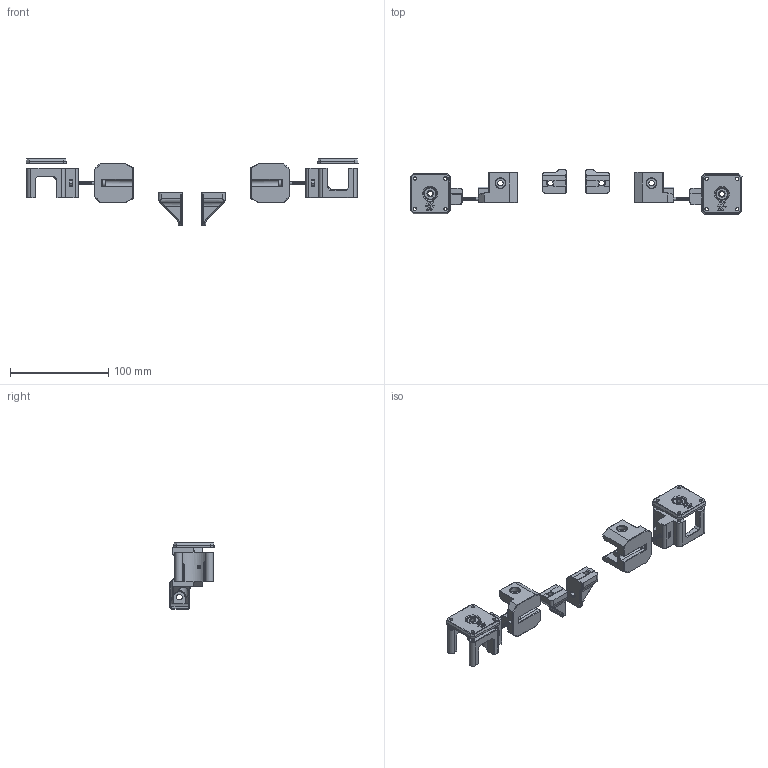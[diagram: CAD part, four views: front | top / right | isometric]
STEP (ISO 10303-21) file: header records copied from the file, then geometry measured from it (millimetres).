
FILE_DESCRIPTION(/* description */ (''),/* implementation_level */ '2;1');
FILE_NAME(/* name */ 'CNC_Trident_9mm v2.step',/* time_stamp */ '2024-07-19T15:45:03-06:00',/* author */ (''),/* organization */ (''),/* preprocessor_version */ 'ST-DEVELOPER v20',/* originating_system */ 'Autodesk Translation Framework v13.14.0.145',/* authorisation */ '');
FILE_SCHEMA (('AUTOMOTIVE_DESIGN { 1 0 10303 214 3 1 1 }'));
Length unit declared in the file: millimetre
Products named in the file (20): CNC_Trident_9mm; 2WD - 9mm; A_Drive_Rear_9mm; Motor_Tensioner (1) (1) (1) (1) (1)(Mirror); Hardware (2) (1) (1); Bearing_Carriage; Hardware; B_Drive_Rear_9mm; Motor_Tensioner (1) (1) (1) (1) (1)(Mirror) (1); AB_Tensioner_Holder (1) (1) (1) (1); Stepper_Carriage (1) (1) (1); Hardware (2) (1) (1) (1); 91828A211_NO THREADS_18-8 Stainless Steel Hex Nut (1) (1) (1); 91290A130_Alloy Steel Socket Head Screw (1) (1) (1); 98689A112_General Purpose 18-8 Stainless Steel Washer (1) (1) (1) (1)
 (1) (1); Bearing_Carriage (1); Hardware (1); F695 ZZ; Frame; Rear_VertExt_Upper_Brace (1)
Assembly tree (25 placements, depth 7):
  CNC_Trident_9mm
    2WD - 9mm
      A_Drive_Rear_9mm
        Motor_Tensioner (1) (1) (1) (1) (1)(Mirror)
          AB_Tensioner_Holder (1) (1) (1) (1)
          Stepper_Carriage (1) (1) (1)
          Hardware (2) (1) (1)
            91828A211_NO THREADS_18-8 Stainless Steel Hex Nut (1) (1) (1)
            91290A130_Alloy Steel Socket Head Screw (1) (1) (1)
            98689A112_General Purpose 18-8 Stainless Steel Washer (1) (1) (1) (1)
 (1) (1)
          Bearing_Carriage
            Hardware
              F695 ZZ
      B_Drive_Rear_9mm
        Motor_Tensioner (1) (1) (1) (1) (1)(Mirror) (1)
          AB_Tensioner_Holder (1) (1) (1) (1)
          Stepper_Carriage (1) (1) (1)
          Hardware (2) (1) (1) (1)
            91828A211_NO THREADS_18-8 Stainless Steel Hex Nut (1) (1) (1)
            91290A130_Alloy Steel Socket Head Screw (1) (1) (1)
            98689A112_General Purpose 18-8 Stainless Steel Washer (1) (1) (1) (1)
 (1) (1)
          Bearing_Carriage (1)
            Hardware (1)
              F695 ZZ
    Frame
      Rear_VertExt_Upper_Brace (1)
Bounding box: 337.56 x 45.08 x 68 mm (x, y, z)
Volume: 119203.5 mm3; surface area: 53828.7 mm2
Topology: 18 solids, 20 shells, 1090 faces, 2680 edges, 1648 vertices
Faces by surface type: plane 556, cylinder 318, cone 106, bspline 88, torus 20, sphere 2
Full cylindrical faces by diameter (mm): 2.35 x70, 3 x72, 3.108 x2, 3.2 x6, 3.4 x20, 5 x2, 5.4 x6, 5.5 x2, 6 x2, 6.5 x4, 10 x4, 11 x2, 11.5 x4, 13 x2, 13.25 x2, 15 x2, 15.25 x2
Entity records: 35292 total; most frequent: CARTESIAN_POINT 18234, ORIENTED_EDGE 3558, DIRECTION 3242, EDGE_CURVE 1779, VERTEX_POINT 1088, LINE 1082, VECTOR 1082, AXIS2_PLACEMENT_3D 1080
